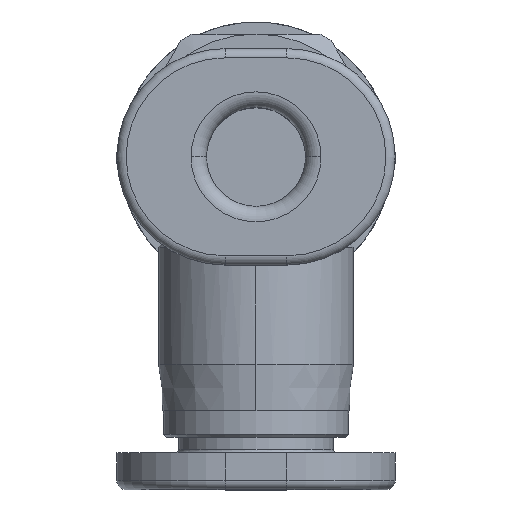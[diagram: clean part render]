
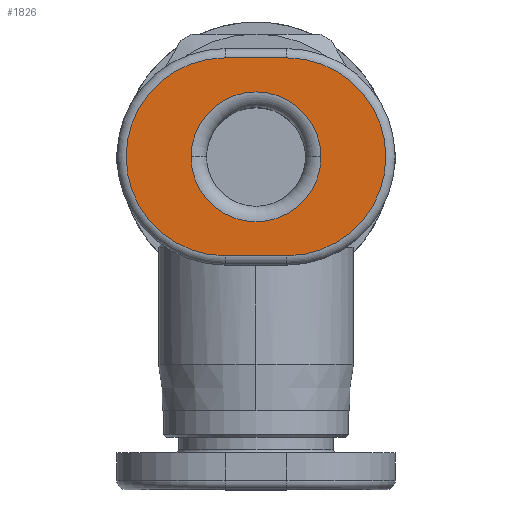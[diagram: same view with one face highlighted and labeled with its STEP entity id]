
A CAD part, top view. The second image highlights one B-rep face of the part: STEP entity #1826.
In plain terms, the highlighted face is planar.
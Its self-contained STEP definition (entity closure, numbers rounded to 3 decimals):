
#1206=CARTESIAN_POINT('',(-2.1,13.575,3.175));
#1207=VERTEX_POINT('',#1206);
#1215=CARTESIAN_POINT('',(2.1,13.575,3.175));
#1216=VERTEX_POINT('',#1215);
#1217=CARTESIAN_POINT('',(0.,13.575,3.175));
#1218=DIRECTION('',(0.0,1.0,0.0));
#1219=DIRECTION('',(1.0,0.0,0.0));
#1220=AXIS2_PLACEMENT_3D('',#1217,#1218,#1219);
#1221=CIRCLE('',#1220,2.1);
#1222=EDGE_CURVE('',#1207,#1216,#1221,.T.);
#1639=CARTESIAN_POINT('',(1.,13.575,-0.025));
#1640=VERTEX_POINT('',#1639);
#1641=CARTESIAN_POINT('',(1.,13.575,6.375));
#1642=VERTEX_POINT('',#1641);
#1643=CARTESIAN_POINT('',(1.,13.575,3.175));
#1644=DIRECTION('',(0.0,-1.0,0.0));
#1645=DIRECTION('',(1.0,0.0,0.0));
#1646=AXIS2_PLACEMENT_3D('',#1643,#1644,#1645);
#1647=CIRCLE('',#1646,3.2);
#1648=EDGE_CURVE('',#1640,#1642,#1647,.T.);
#1683=CARTESIAN_POINT('',(-1.,13.575,6.375));
#1684=VERTEX_POINT('',#1683);
#1685=CARTESIAN_POINT('',(1.,13.575,6.375));
#1686=DIRECTION('',(-1.0,0.0,0.0));
#1687=VECTOR('',#1686,2.0);
#1688=LINE('',#1685,#1687);
#1689=EDGE_CURVE('',#1642,#1684,#1688,.T.);
#1723=CARTESIAN_POINT('',(-1.,13.575,-0.025));
#1724=VERTEX_POINT('',#1723);
#1732=CARTESIAN_POINT('',(-1.,13.575,-0.025));
#1733=DIRECTION('',(1.0,0.0,0.0));
#1734=VECTOR('',#1733,2.0);
#1735=LINE('',#1732,#1734);
#1736=EDGE_CURVE('',#1724,#1640,#1735,.T.);
#1747=CARTESIAN_POINT('',(-1.,13.575,3.175));
#1748=DIRECTION('',(0.0,-1.0,0.0));
#1749=DIRECTION('',(-1.0,0.0,0.0));
#1750=AXIS2_PLACEMENT_3D('',#1747,#1748,#1749);
#1751=CIRCLE('',#1750,3.2);
#1752=EDGE_CURVE('',#1684,#1724,#1751,.T.);
#1805=CARTESIAN_POINT('',(0.,13.575,3.175));
#1806=DIRECTION('',(0.0,-1.0,0.0));
#1807=DIRECTION('',(-1.0,0.0,0.0));
#1808=AXIS2_PLACEMENT_3D('',#1805,#1806,#1807);
#1809=PLANE('',#1808);
#1810=ORIENTED_EDGE('',*,*,#1648,.F.);
#1811=ORIENTED_EDGE('',*,*,#1736,.F.);
#1812=ORIENTED_EDGE('',*,*,#1752,.F.);
#1813=ORIENTED_EDGE('',*,*,#1689,.F.);
#1814=EDGE_LOOP('',(#1810,#1811,#1812,#1813));
#1815=FACE_OUTER_BOUND('',#1814,.T.);
#1816=ORIENTED_EDGE('',*,*,#1222,.F.);
#1817=CARTESIAN_POINT('',(0.,13.575,3.175));
#1818=DIRECTION('',(0.0,1.0,0.0));
#1819=DIRECTION('',(1.0,0.0,0.0));
#1820=AXIS2_PLACEMENT_3D('',#1817,#1818,#1819);
#1821=CIRCLE('',#1820,2.1);
#1822=EDGE_CURVE('',#1216,#1207,#1821,.T.);
#1823=ORIENTED_EDGE('',*,*,#1822,.F.);
#1824=EDGE_LOOP('',(#1816,#1823));
#1825=FACE_BOUND('',#1824,.T.);
#1826=ADVANCED_FACE('',(#1815,#1825),#1809,.F.);
